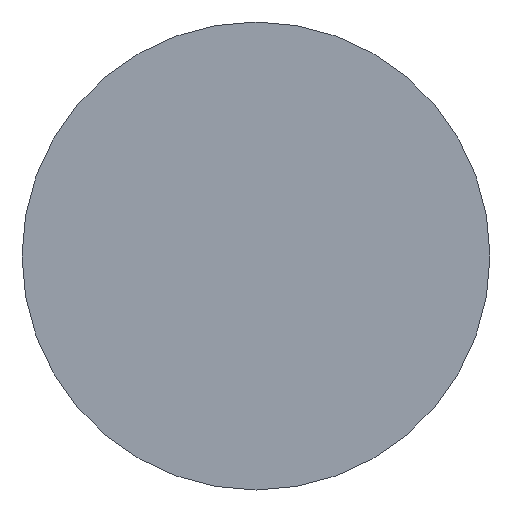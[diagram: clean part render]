
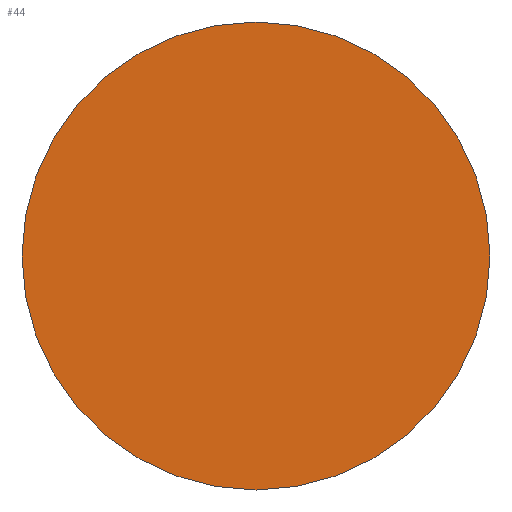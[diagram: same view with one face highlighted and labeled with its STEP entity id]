
A CAD part, left-side view. The second image highlights one B-rep face of the part: STEP entity #44.
In plain terms, the highlighted planar face has unit normal (-1, 0, 0).
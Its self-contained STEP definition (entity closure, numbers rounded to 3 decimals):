
#1 = FACE_OUTER_BOUND ( 'NONE', #57, .T. ) ;
#2 = VERTEX_POINT ( 'NONE', #8 ) ;
#7 = VERTEX_POINT ( 'NONE', #114 ) ;
#8 = CARTESIAN_POINT ( 'NONE',  ( 525., 890., -15. ) ) ;
#16 = PLANE ( 'NONE',  #78 ) ;
#36 = DIRECTION ( 'NONE',  ( -1., 0., 0. ) ) ;
#44 = ADVANCED_FACE ( 'NONE', ( #1 ), #16, .T. ) ;
#51 = DIRECTION ( 'NONE',  ( 0., 0., 1. ) ) ;
#57 = EDGE_LOOP ( 'NONE', ( #168, #143 ) ) ;
#64 = DIRECTION ( 'NONE',  ( 0., 0., 1. ) ) ;
#78 = AXIS2_PLACEMENT_3D ( 'NONE', #142, #36, #51 ) ;
#89 = AXIS2_PLACEMENT_3D ( 'NONE', #148, #100, #162 ) ;
#100 = DIRECTION ( 'NONE',  ( -1., 0., 0. ) ) ;
#114 = CARTESIAN_POINT ( 'NONE',  ( 525., 890., 15. ) ) ;
#117 = CARTESIAN_POINT ( 'NONE',  ( 525., 890., 0. ) ) ;
#142 = CARTESIAN_POINT ( 'NONE',  ( 525., 890., 0. ) ) ;
#143 = ORIENTED_EDGE ( 'NONE', *, *, #174, .T. ) ;
#148 = CARTESIAN_POINT ( 'NONE',  ( 525., 890., 0. ) ) ;
#154 = CIRCLE ( 'NONE', #156, 15. ) ;
#156 = AXIS2_PLACEMENT_3D ( 'NONE', #117, #217, #64 ) ;
#162 = DIRECTION ( 'NONE',  ( 0., 0., 1. ) ) ;
#168 = ORIENTED_EDGE ( 'NONE', *, *, #191, .T. ) ;
#174 = EDGE_CURVE ( 'NONE', #2, #7, #154, .T. ) ;
#191 = EDGE_CURVE ( 'NONE', #7, #2, #208, .T. ) ;
#208 = CIRCLE ( 'NONE', #89, 15. ) ;
#217 = DIRECTION ( 'NONE',  ( -1., 0., 0. ) ) ;
